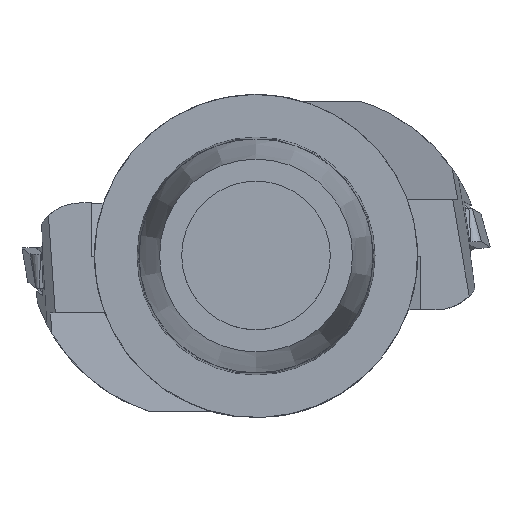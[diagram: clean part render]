
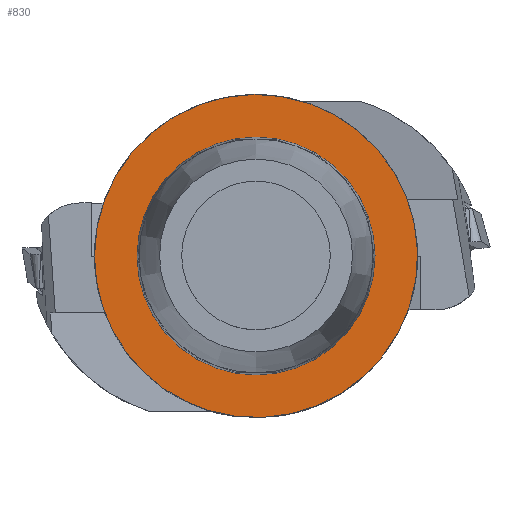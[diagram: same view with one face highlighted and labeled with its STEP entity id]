
A CAD part, top view. The second image highlights one B-rep face of the part: STEP entity #830.
In plain terms, the highlighted planar face has unit normal (0, 0, 1).
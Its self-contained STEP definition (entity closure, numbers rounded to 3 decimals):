
#364=FACE_BOUND('',#1441,.T.);
#365=FACE_BOUND('',#1442,.T.);
#468=CIRCLE('',#4728,10.);
#471=CIRCLE('',#4740,7.365);
#830=ADVANCED_FACE('',(#364,#365),#1002,.F.);
#1002=PLANE('',#4741);
#1441=EDGE_LOOP('',(#2382));
#1442=EDGE_LOOP('',(#2383));
#2382=ORIENTED_EDGE('',*,*,#3491,.T.);
#2383=ORIENTED_EDGE('',*,*,#3512,.F.);
#2964=VERTEX_POINT('',#7268);
#2985=VERTEX_POINT('',#7317);
#3491=EDGE_CURVE('',#2964,#2964,#468,.T.);
#3512=EDGE_CURVE('',#2985,#2985,#471,.T.);
#4728=AXIS2_PLACEMENT_3D('',#7267,#5619,#5620);
#4740=AXIS2_PLACEMENT_3D('',#7316,#5651,#5652);
#4741=AXIS2_PLACEMENT_3D('',#7318,#5653,#5654);
#5619=DIRECTION('',(0.,0.,1.));
#5620=DIRECTION('',(-1.,0.,0.));
#5651=DIRECTION('',(0.,0.,1.));
#5652=DIRECTION('',(-1.,0.,0.));
#5653=DIRECTION('',(0.,0.,-1.));
#5654=DIRECTION('',(0.,1.,0.));
#7267=CARTESIAN_POINT('',(0.,0.,0.));
#7268=CARTESIAN_POINT('',(-10.,0.,0.));
#7316=CARTESIAN_POINT('',(0.,0.,0.));
#7317=CARTESIAN_POINT('',(-7.365,0.,0.));
#7318=CARTESIAN_POINT('',(0.,9.65,0.));
